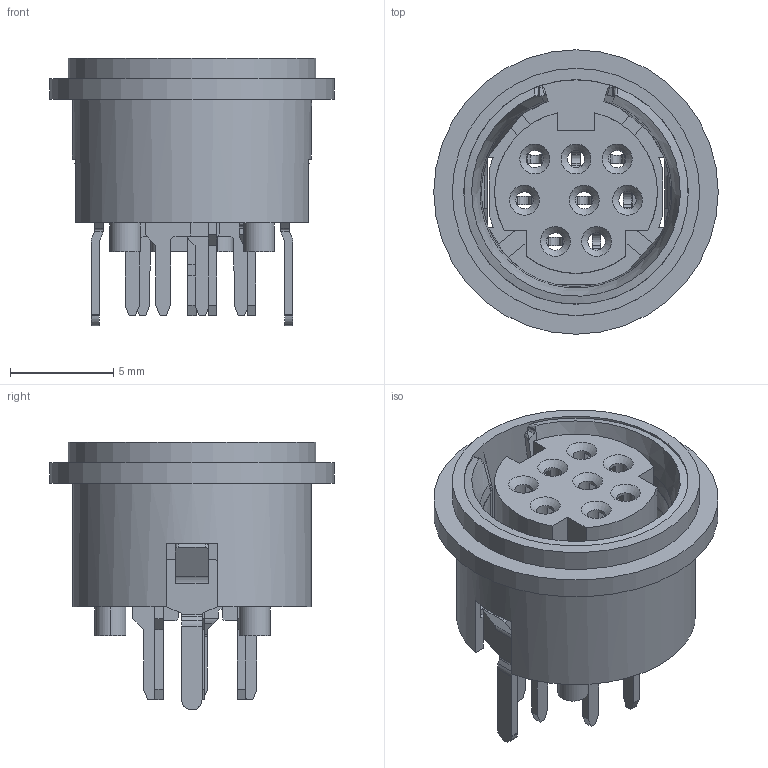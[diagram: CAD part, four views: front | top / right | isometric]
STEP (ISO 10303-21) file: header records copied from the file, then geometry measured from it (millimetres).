
FILE_DESCRIPTION( ('This file contains a STEP AP42 implementation' ,'as created by ZW3D STEP Interface translator.') ,'2;1' );
FILE_NAME( '6424-08FS0SBN01.stp' ,'231027.105913', (''), ('ZWCAD Software Co.'), 'Version 1.0', 'ZW3D to STEP translator', '' );
FILE_SCHEMA(('AUTOMOTIVE_DESIGN { 1 0 10303 214 1 1 1 1 }'));
Length unit declared in the file: millimetre
Products named in the file (7): 0; 642X - 08 F XXS B N 0X_ST_8P譫釱; 0007; 0008; 8_ORING_1_1; 9x; MINI DIN 8pin  呿翋_180d_陔
Assembly tree (10 placements, depth 2):
  0
  642X - 08 F XXS B N 0X_ST_8P譫釱
    0007  x6
    0008
    8_ORING_1_1
    9x
    MINI DIN 8pin  呿翋_180d_陔
Bounding box: 13.8 x 13.8 x 13 mm (x, y, z)
Volume: 581.5 mm3; surface area: 2023.1 mm2
Topology: 10 solids, 11 shells, 884 faces, 2695 edges, 1937 vertices
Faces by surface type: plane 587, cylinder 148, bspline 141, cone 8
Full cylindrical faces by diameter (mm): 0.85 x8, 1.5 x2, 10.9 x1, 11.6 x1, 12 x1, 13.8 x1
Entity records: 26643 total; most frequent: CARTESIAN_POINT 9690, ORIENTED_EDGE 3576, DIRECTION 3092, EDGE_CURVE 1788, VECTOR 1274, LINE 1274, VERTEX_POINT 1184, AXIS2_PLACEMENT_3D 909
